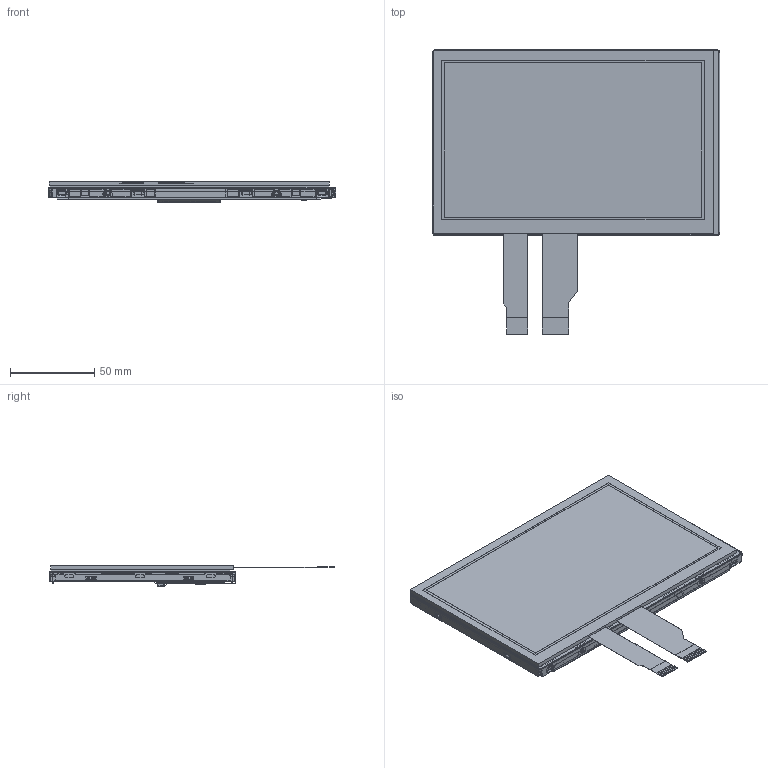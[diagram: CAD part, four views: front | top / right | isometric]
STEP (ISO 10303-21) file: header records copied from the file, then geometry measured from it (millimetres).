
FILE_DESCRIPTION(/* description */ (''),/* implementation_level */ '2;1');
FILE_NAME(/* name */ '',/* time_stamp */ '2025-02-06T16:17:49+09:00',/* author */ (''),/* organization */ (''),/* preprocessor_version */ 'ST-DEVELOPER v18.1',/* originating_system */ 'Autodesk Inventor 2020',/* authorisation */ '');
FILE_SCHEMA (('AUTOMOTIVE_DESIGN { 1 0 10303 214 3 1 1 }'));
Products named in the file (1): HP_TK-SPA07BWV-01
Bounding box: 170.2 x 168.65 x 12.41 mm (x, y, z)
Volume: 81341.3 mm3; surface area: 166670.5 mm2
Topology: 1 solids, 2 shells, 5011 faces, 13956 edges, 8794 vertices
Faces by surface type: plane 3604, cylinder 1188, bspline 116, cone 83, torus 10, sphere 10
Full cylindrical faces by diameter (mm): 0.4 x4, 2 x8, 2.4 x4, 3 x4, 3.4 x4, 5 x2, 8.4 x1, 9 x1, 10 x1, 10.6 x1
Entity records: 177594 total; most frequent: CARTESIAN_POINT 47580, ORIENTED_EDGE 27836, DIRECTION 26274, EDGE_CURVE 13918, LINE 11056, VECTOR 11056, VERTEX_POINT 8794, AXIS2_PLACEMENT_3D 7609
